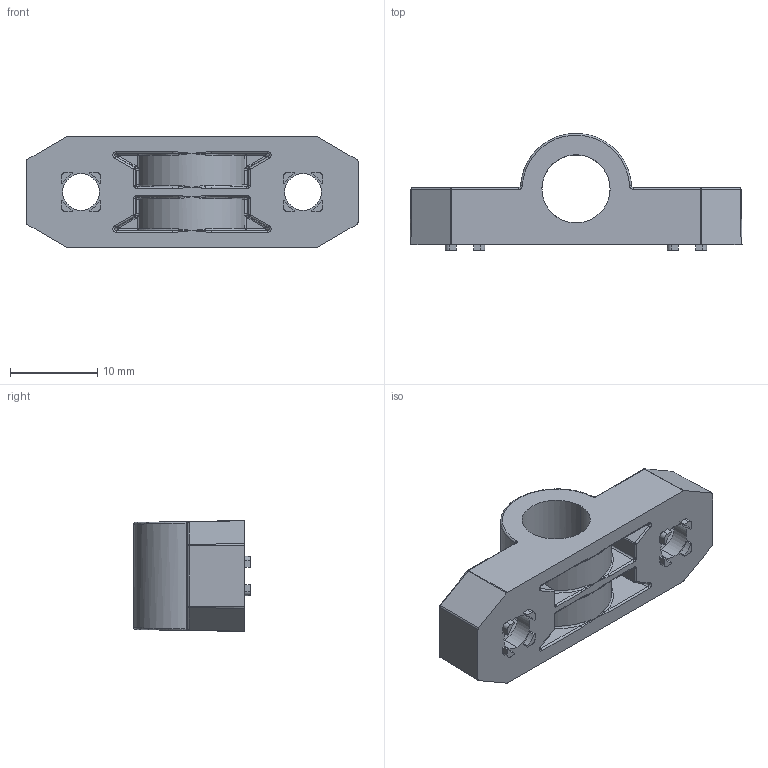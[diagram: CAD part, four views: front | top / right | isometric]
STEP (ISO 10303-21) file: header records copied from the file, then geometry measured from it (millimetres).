
FILE_DESCRIPTION (( 'STEP AP203' ), '1' );
FILE_NAME ('276-8383-001 Rev1.STEP', '2021-09-23T22:16:42', ( '' ), ( '' ), 'SwSTEP 2.0', 'SolidWorks 2019', '' );
FILE_SCHEMA (( 'CONFIG_CONTROL_DESIGN' ));
Length unit declared in the file: millimetre
Products named in the file (1): 276-8383-001 Rev1
Bounding box: 38 x 13.39 x 12.7 mm (x, y, z)
Volume: 2286.4 mm3; surface area: 2402.8 mm2
Topology: 1 solids, 1 shells, 329 faces, 775 edges, 436 vertices
Faces by surface type: cylinder 121, plane 85, bspline 79, sphere 36, cone 8
Entity records: 13292 total; most frequent: CARTESIAN_POINT 6566, ORIENTED_EDGE 1502, DIRECTION 1254, EDGE_CURVE 751, AXIS2_PLACEMENT_3D 470, VERTEX_POINT 436, EDGE_LOOP 347, ADVANCED_FACE 329
